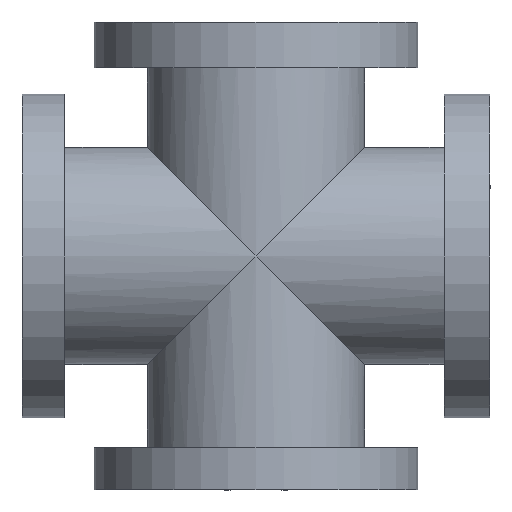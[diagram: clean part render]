
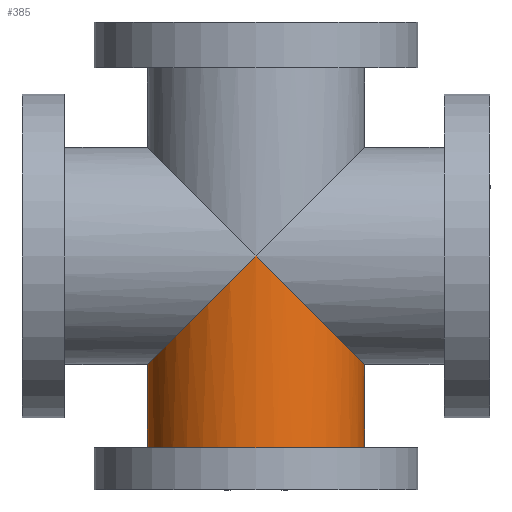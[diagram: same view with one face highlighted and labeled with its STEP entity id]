
A CAD part, left-side view. The second image highlights one B-rep face of the part: STEP entity #385.
In plain terms, the highlighted cylindrical face has radius 50.8 mm (diameter 101.6 mm), a full revolution.
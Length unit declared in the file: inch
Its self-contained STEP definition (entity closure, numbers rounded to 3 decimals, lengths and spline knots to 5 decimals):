
#124=CARTESIAN_POINT('',(-2.0,0.0,3.875));
#125=VERTEX_POINT('',#124);
#126=CARTESIAN_POINT('',(2.0,0.0,3.875));
#127=VERTEX_POINT('',#126);
#128=CARTESIAN_POINT('',(0.0,0.0,3.875));
#129=DIRECTION('',(0.0,-0.707,-0.707));
#130=DIRECTION('',(0.0,0.707,-0.707));
#131=AXIS2_PLACEMENT_3D('',#128,#129,#130);
#132=ELLIPSE('',#131,2.82843,2.);
#133=EDGE_CURVE('',#125,#127,#132,.T.);
#135=CARTESIAN_POINT('',(0.0,0.0,3.875));
#136=DIRECTION('',(0.0,0.707,-0.707));
#137=DIRECTION('',(0.0,-0.707,-0.707));
#138=AXIS2_PLACEMENT_3D('',#135,#136,#137);
#139=ELLIPSE('',#138,2.82843,2.);
#140=EDGE_CURVE('',#127,#125,#139,.T.);
#365=CARTESIAN_POINT('',(0.0,0.0,0.0));
#366=DIRECTION('',(0.0,0.0,1.0));
#367=DIRECTION('',(-1.0,0.0,0.0));
#368=AXIS2_PLACEMENT_3D('',#365,#366,#367);
#369=CYLINDRICAL_SURFACE('',#368,2.0);
#370=CARTESIAN_POINT('',(2.0,0.,0.0));
#371=VERTEX_POINT('',#370);
#372=CARTESIAN_POINT('',(0.0,0.0,0.0));
#373=DIRECTION('',(0.0,0.0,-1.0));
#374=DIRECTION('',(-1.0,0.0,0.0));
#375=AXIS2_PLACEMENT_3D('',#372,#373,#374);
#376=CIRCLE('',#375,2.0);
#377=EDGE_CURVE('',#371,#371,#376,.T.);
#378=ORIENTED_EDGE('',*,*,#377,.F.);
#379=EDGE_LOOP('',(#378));
#380=FACE_OUTER_BOUND('',#379,.T.);
#381=ORIENTED_EDGE('',*,*,#133,.T.);
#382=ORIENTED_EDGE('',*,*,#140,.T.);
#383=EDGE_LOOP('',(#381,#382));
#384=FACE_BOUND('',#383,.T.);
#385=ADVANCED_FACE('',(#380,#384),#369,.T.);
